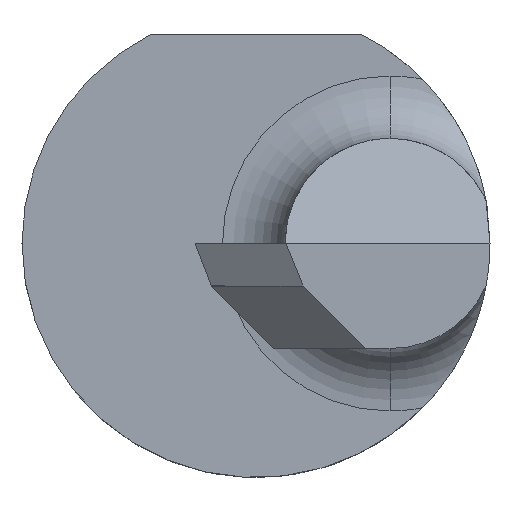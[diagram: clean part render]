
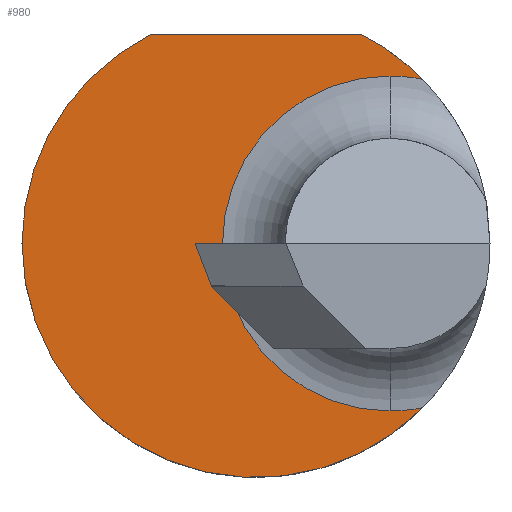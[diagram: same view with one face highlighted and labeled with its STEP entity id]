
A CAD part, left-side view. The second image highlights one B-rep face of the part: STEP entity #980.
In plain terms, the highlighted planar face has unit normal (-1, 0, 0).
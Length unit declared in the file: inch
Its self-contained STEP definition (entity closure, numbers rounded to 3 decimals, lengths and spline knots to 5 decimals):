
#14 = ORIENTED_EDGE ( 'NONE', *, *, #388, .F. ) ;
#44 = ORIENTED_EDGE ( 'NONE', *, *, #898, .T. ) ;
#65 = CARTESIAN_POINT ( 'NONE',  ( -1.34, 0., 0. ) ) ;
#75 = DIRECTION ( 'NONE',  ( -1., 0., 0. ) ) ;
#94 = CIRCLE ( 'NONE', #934, 0.0936 ) ;
#129 = VERTEX_POINT ( 'NONE', #875 ) ;
#136 = VERTEX_POINT ( 'NONE', #869 ) ;
#148 = CARTESIAN_POINT ( 'NONE',  ( -1.34, -0.0536, 0. ) ) ;
#150 = CARTESIAN_POINT ( 'NONE',  ( -1.34, 0.0936, 0. ) ) ;
#161 = CARTESIAN_POINT ( 'NONE',  ( -1.34, -0.06665, -0.06572 ) ) ;
#170 = AXIS2_PLACEMENT_3D ( 'NONE', #65, #550, #872 ) ;
#181 = DIRECTION ( 'NONE',  ( 0., 1., 0. ) ) ;
#185 = VERTEX_POINT ( 'NONE', #743 ) ;
#206 = DIRECTION ( 'NONE',  ( 0., 0., 1. ) ) ;
#216 = CIRCLE ( 'NONE', #836, 0.067 ) ;
#236 = PLANE ( 'NONE',  #808 ) ;
#258 = CARTESIAN_POINT ( 'NONE',  ( -1.34, 0., 0. ) ) ;
#302 = DIRECTION ( 'NONE',  ( 0., 0., 1. ) ) ;
#321 = ORIENTED_EDGE ( 'NONE', *, *, #894, .F. ) ;
#322 = DIRECTION ( 'NONE',  ( 0., 0., 1. ) ) ;
#333 = CARTESIAN_POINT ( 'NONE',  ( -1.34, 0.1186, 0.0836 ) ) ;
#342 = DIRECTION ( 'NONE',  ( -1., 0., 0. ) ) ;
#362 = ORIENTED_EDGE ( 'NONE', *, *, #781, .F. ) ;
#368 = DIRECTION ( 'NONE',  ( 1., 0., 0. ) ) ;
#388 = EDGE_CURVE ( 'NONE', #136, #185, #965, .T. ) ;
#409 = DIRECTION ( 'NONE',  ( 0., 0., 1. ) ) ;
#429 = AXIS2_PLACEMENT_3D ( 'NONE', #148, #75, #631 ) ;
#470 = DIRECTION ( 'NONE',  ( -1., 0., 0. ) ) ;
#475 = CARTESIAN_POINT ( 'NONE',  ( -1.34, -0.0536, 0. ) ) ;
#479 = VERTEX_POINT ( 'NONE', #626 ) ;
#480 = VERTEX_POINT ( 'NONE', #946 ) ;
#510 = VERTEX_POINT ( 'NONE', #161 ) ;
#512 = AXIS2_PLACEMENT_3D ( 'NONE', #843, #368, #206 ) ;
#515 = AXIS2_PLACEMENT_3D ( 'NONE', #475, #470, #706 ) ;
#545 = FACE_OUTER_BOUND ( 'NONE', #641, .T. ) ;
#550 = DIRECTION ( 'NONE',  ( 1., 0., 0. ) ) ;
#559 = DIRECTION ( 'NONE',  ( -1., 0., 0. ) ) ;
#597 = CARTESIAN_POINT ( 'NONE',  ( -1.34, -0.0536, 0.067 ) ) ;
#613 = VERTEX_POINT ( 'NONE', #597 ) ;
#626 = CARTESIAN_POINT ( 'NONE',  ( -1.34, -0.0536, -0.067 ) ) ;
#631 = DIRECTION ( 'NONE',  ( 0., 0., 1. ) ) ;
#641 = EDGE_LOOP ( 'NONE', ( #782, #321, #44, #14, #646, #724, #362 ) ) ;
#646 = ORIENTED_EDGE ( 'NONE', *, *, #777, .F. ) ;
#648 = CARTESIAN_POINT ( 'NONE',  ( -1.34, -0.0536, 0. ) ) ;
#706 = DIRECTION ( 'NONE',  ( 0., 0., 1. ) ) ;
#724 = ORIENTED_EDGE ( 'NONE', *, *, #736, .F. ) ;
#735 = DIRECTION ( 'NONE',  ( 1., 0., 0. ) ) ;
#736 = EDGE_CURVE ( 'NONE', #479, #510, #885, .T. ) ;
#743 = CARTESIAN_POINT ( 'NONE',  ( -1.34, 0.0421, 0.0836 ) ) ;
#777 = EDGE_CURVE ( 'NONE', #510, #136, #1011, .T. ) ;
#781 = EDGE_CURVE ( 'NONE', #613, #479, #968, .T. ) ;
#782 = ORIENTED_EDGE ( 'NONE', *, *, #922, .F. ) ;
#805 = LINE ( 'NONE', #333, #849 ) ;
#808 = AXIS2_PLACEMENT_3D ( 'NONE', #150, #559, #302 ) ;
#836 = AXIS2_PLACEMENT_3D ( 'NONE', #648, #342, #322 ) ;
#843 = CARTESIAN_POINT ( 'NONE',  ( -1.34, 0., 0. ) ) ;
#849 = VECTOR ( 'NONE', #181, 39.37008 ) ;
#869 = CARTESIAN_POINT ( 'NONE',  ( -1.34, 0.0936, 0. ) ) ;
#872 = DIRECTION ( 'NONE',  ( 0., 0., 1. ) ) ;
#875 = CARTESIAN_POINT ( 'NONE',  ( -1.34, -0.0421, 0.0836 ) ) ;
#885 = CIRCLE ( 'NONE', #429, 0.067 ) ;
#894 = EDGE_CURVE ( 'NONE', #129, #480, #94, .T. ) ;
#898 = EDGE_CURVE ( 'NONE', #129, #185, #805, .T. ) ;
#922 = EDGE_CURVE ( 'NONE', #480, #613, #216, .T. ) ;
#934 = AXIS2_PLACEMENT_3D ( 'NONE', #258, #735, #409 ) ;
#946 = CARTESIAN_POINT ( 'NONE',  ( -1.34, -0.06665, 0.06572 ) ) ;
#965 = CIRCLE ( 'NONE', #512, 0.0936 ) ;
#968 = CIRCLE ( 'NONE', #515, 0.067 ) ;
#980 = ADVANCED_FACE ( 'NONE', ( #545 ), #236, .T. ) ;
#1011 = CIRCLE ( 'NONE', #170, 0.0936 ) ;
